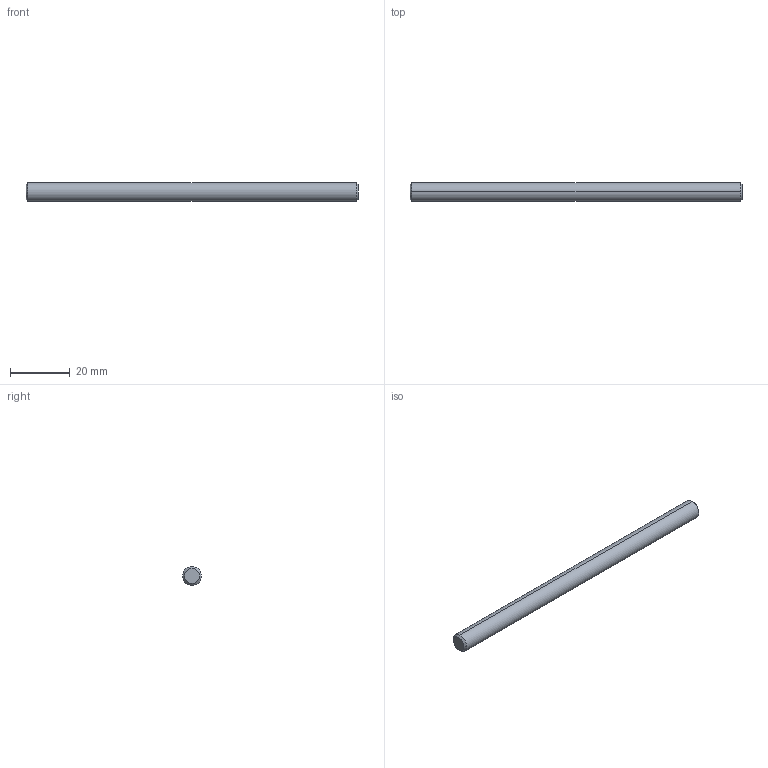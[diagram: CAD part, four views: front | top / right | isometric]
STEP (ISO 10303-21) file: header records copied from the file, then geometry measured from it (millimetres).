
FILE_DESCRIPTION (( 'STEP AP203' ), '1' );
FILE_NAME ('Pivot_Default_sldprt.STEP', '2025-03-20T04:03:05', ( '' ), ( '' ), 'SwSTEP 2.0', 'SolidWorks 2023', '' );
FILE_SCHEMA (( 'CONFIG_CONTROL_DESIGN' ));
Length unit declared in the file: millimetre
Products named in the file (1): Pivot_Default_sldprt
Bounding box: 111.15 x 6.35 x 6.35 mm (x, y, z)
Volume: 3512.2 mm3; surface area: 2264.4 mm2
Topology: 1 solids, 1 shells, 8 faces, 16 edges, 10 vertices
Faces by surface type: cone 4, cylinder 2, plane 2
Entity records: 291 total; most frequent: DIRECTION 44, CARTESIAN_POINT 35, ORIENTED_EDGE 32, AXIS2_PLACEMENT_3D 19, EDGE_CURVE 16, VERTEX_POINT 10, CIRCLE 10, PERSON_AND_ORGANIZATION 8
